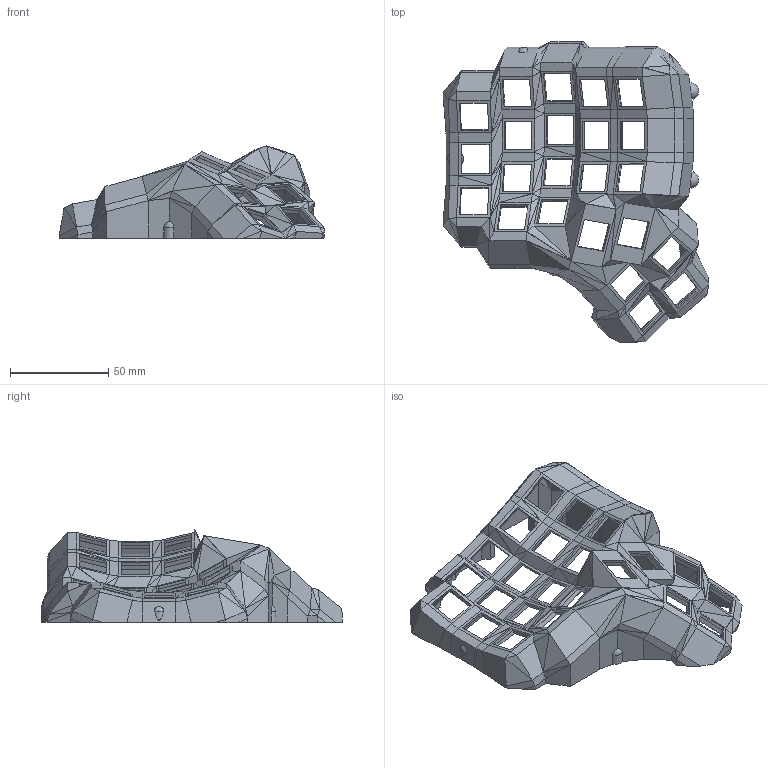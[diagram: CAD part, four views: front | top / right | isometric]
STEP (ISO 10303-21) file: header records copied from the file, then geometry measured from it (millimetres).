
FILE_DESCRIPTION(('Open CASCADE Model'),'2;1');
FILE_NAME('Open CASCADE Shape Model','2021-06-29T22:34:00',('Author'),( 'Open CASCADE'),'Open CASCADE STEP processor 7.4','Open CASCADE 7.4' ,'Unknown');
FILE_SCHEMA(('AUTOMOTIVE_DESIGN { 1 0 10303 214 1 1 1 1 }'));
Length unit declared in the file: millimetre
Products named in the file (1): Open CASCADE STEP translator 7.4 41
Bounding box: 135.26 x 153.16 x 47.09 mm (x, y, z)
Volume: 84211.2 mm3; surface area: 49209 mm2
Topology: 1 solids, 1 shells, 893 faces, 1951 edges, 1060 vertices
Faces by surface type: plane 867, cone 13, sphere 13
Entity records: 49200 total; most frequent: CARTESIAN_POINT 8837, DIRECTION 7593, LINE 5702, VECTOR 5702, ORIENTED_EDGE 3892, PCURVE 3892, DEFINITIONAL_REPRESENTATION 3892, EDGE_CURVE 1946
